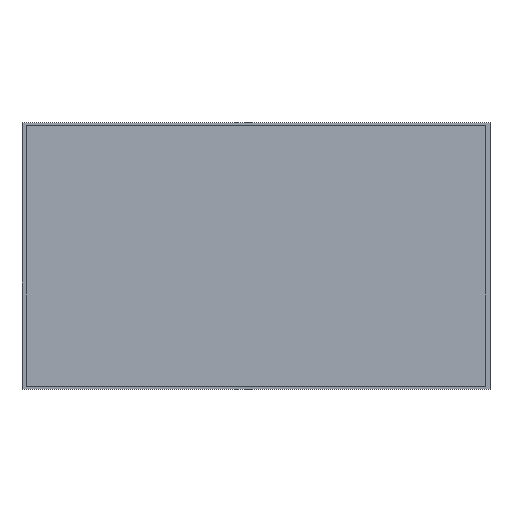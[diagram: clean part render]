
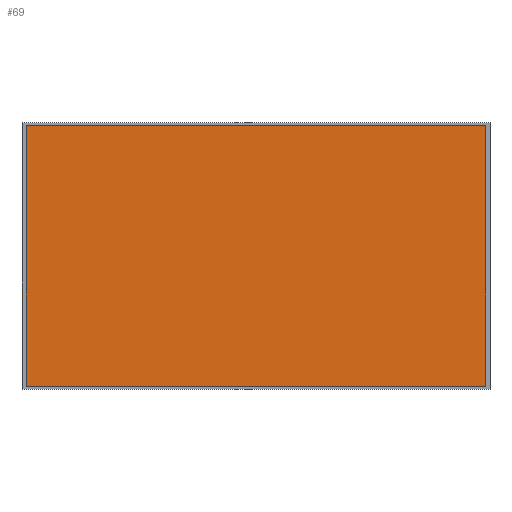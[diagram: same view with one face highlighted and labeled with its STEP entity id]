
A CAD part, top view. The second image highlights one B-rep face of the part: STEP entity #69.
In plain terms, the highlighted planar face has unit normal (0, 0, 1).
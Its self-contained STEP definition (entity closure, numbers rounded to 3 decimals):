
#3 = VECTOR ( 'NONE', #282, 1000. ) ;
#9 = VERTEX_POINT ( 'NONE', #527 ) ;
#31 = CARTESIAN_POINT ( 'NONE',  ( -19.4, -11., 7.5 ) ) ;
#45 = VERTEX_POINT ( 'NONE', #284 ) ;
#55 = FACE_OUTER_BOUND ( 'NONE', #226, .T. ) ;
#69 = ADVANCED_FACE ( 'NONE', ( #55 ), #521, .T. ) ;
#85 = EDGE_CURVE ( 'NONE', #45, #9, #550, .T. ) ;
#106 = CARTESIAN_POINT ( 'NONE',  ( -19.4, 11., 7.5 ) ) ;
#112 = LINE ( 'NONE', #198, #3 ) ;
#126 = VECTOR ( 'NONE', #291, 1000. ) ;
#142 = ORIENTED_EDGE ( 'NONE', *, *, #396, .T. ) ;
#151 = VECTOR ( 'NONE', #323, 1000. ) ;
#159 = EDGE_CURVE ( 'NONE', #9, #320, #467, .T. ) ;
#162 = DIRECTION ( 'NONE',  ( 0., 0., 1. ) ) ;
#183 = LINE ( 'NONE', #328, #395 ) ;
#198 = CARTESIAN_POINT ( 'NONE',  ( -19.4, 11., 7.5 ) ) ;
#203 = ORIENTED_EDGE ( 'NONE', *, *, #554, .T. ) ;
#210 = AXIS2_PLACEMENT_3D ( 'NONE', #458, #162, #502 ) ;
#226 = EDGE_LOOP ( 'NONE', ( #142, #384, #412, #203 ) ) ;
#282 = DIRECTION ( 'NONE',  ( 0., -1., 0. ) ) ;
#284 = CARTESIAN_POINT ( 'NONE',  ( -19.4, -11., 7.5 ) ) ;
#291 = DIRECTION ( 'NONE',  ( 0., 1., 0. ) ) ;
#320 = VERTEX_POINT ( 'NONE', #545 ) ;
#323 = DIRECTION ( 'NONE',  ( 1., 0., 0. ) ) ;
#328 = CARTESIAN_POINT ( 'NONE',  ( -19.4, 11., 7.5 ) ) ;
#346 = DIRECTION ( 'NONE',  ( -1., 0., 0. ) ) ;
#384 = ORIENTED_EDGE ( 'NONE', *, *, #85, .T. ) ;
#395 = VECTOR ( 'NONE', #346, 1000. ) ;
#396 = EDGE_CURVE ( 'NONE', #524, #45, #112, .T. ) ;
#412 = ORIENTED_EDGE ( 'NONE', *, *, #159, .T. ) ;
#458 = CARTESIAN_POINT ( 'NONE',  ( 0., 0., 7.5 ) ) ;
#467 = LINE ( 'NONE', #493, #126 ) ;
#493 = CARTESIAN_POINT ( 'NONE',  ( 19.4, 11., 7.5 ) ) ;
#502 = DIRECTION ( 'NONE',  ( 1., 0., 0. ) ) ;
#521 = PLANE ( 'NONE',  #210 ) ;
#524 = VERTEX_POINT ( 'NONE', #106 ) ;
#527 = CARTESIAN_POINT ( 'NONE',  ( 19.4, -11., 7.5 ) ) ;
#545 = CARTESIAN_POINT ( 'NONE',  ( 19.4, 11., 7.5 ) ) ;
#550 = LINE ( 'NONE', #31, #151 ) ;
#554 = EDGE_CURVE ( 'NONE', #320, #524, #183, .T. ) ;
